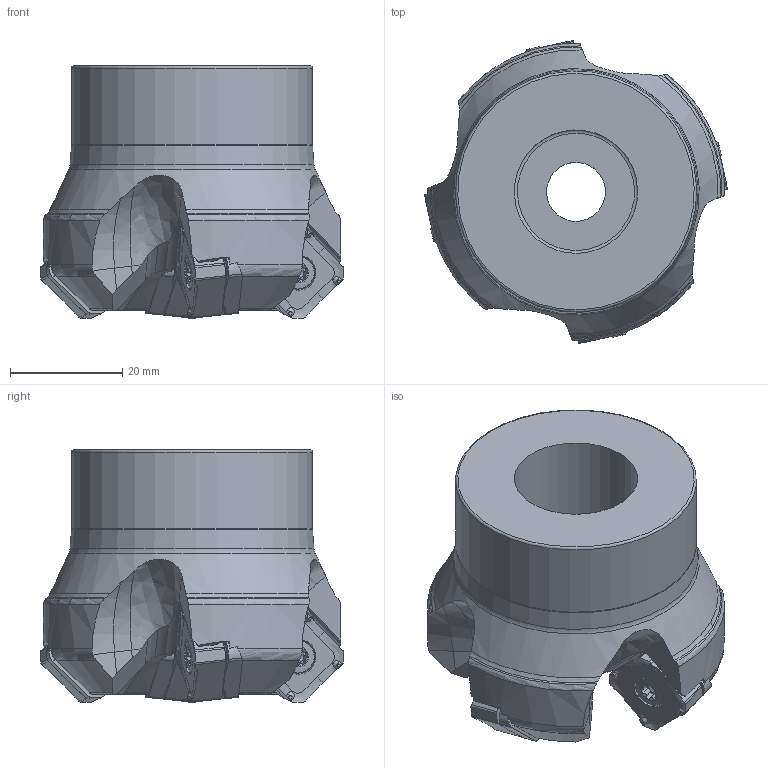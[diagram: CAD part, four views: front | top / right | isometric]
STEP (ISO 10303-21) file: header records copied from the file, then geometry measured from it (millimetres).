
FILE_DESCRIPTION(/* description */ (''),/* implementation_level */ '2;1');
FILE_NAME(/* name */ 'toolassembly_1.stp',/* time_stamp */ '2019-01-25T11:31:11+01:00',/* author */ (''),/* organization */ ('SMS'),/* preprocessor_version */ 'ST-DEVELOPER v15',/* originating_system */ 'SIEMENS PLM Software NX 8.5',/* authorisation */ '');
FILE_SCHEMA (('AUTOMOTIVE_DESIGN { 1 0 10303 214 3 1 1 1 }'));
Products named in the file (4): ASSEMBLY_CONSTRUCTION; CUT_20190125113009; NOCUT_20190125112955; TOOLASSEMBLY_1
Assembly tree (6 placements, depth 2):
  TOOLASSEMBLY_1
    NOCUT_20190125112955
    CUT_20190125113009  x4
    ASSEMBLY_CONSTRUCTION
Bounding box: 54.07 x 54.07 x 45 mm (x, y, z)
Volume: 49449.6 mm3; surface area: 15298.2 mm2
Topology: 5 solids, 5 shells, 2059 faces, 5130 edges, 3101 vertices
Faces by surface type: bspline 612, cylinder 573, plane 431, torus 168, cone 163, extrusion 80, sphere 32
Full cylindrical faces by diameter (mm): 3.5 x4, 4 x4, 4.8 x4, 5.7 x4, 10.5 x1, 17.1 x1, 22.011 x1, 22.5 x1, 43 x1
Entity records: 67887 total; most frequent: CARTESIAN_POINT 28538, ORIENTED_EDGE 8692, DIRECTION 7764, EDGE_CURVE 4346, AXIS2_PLACEMENT_3D 3222, VERTEX_POINT 2630, EDGE_LOOP 1864, ADVANCED_FACE 1792
